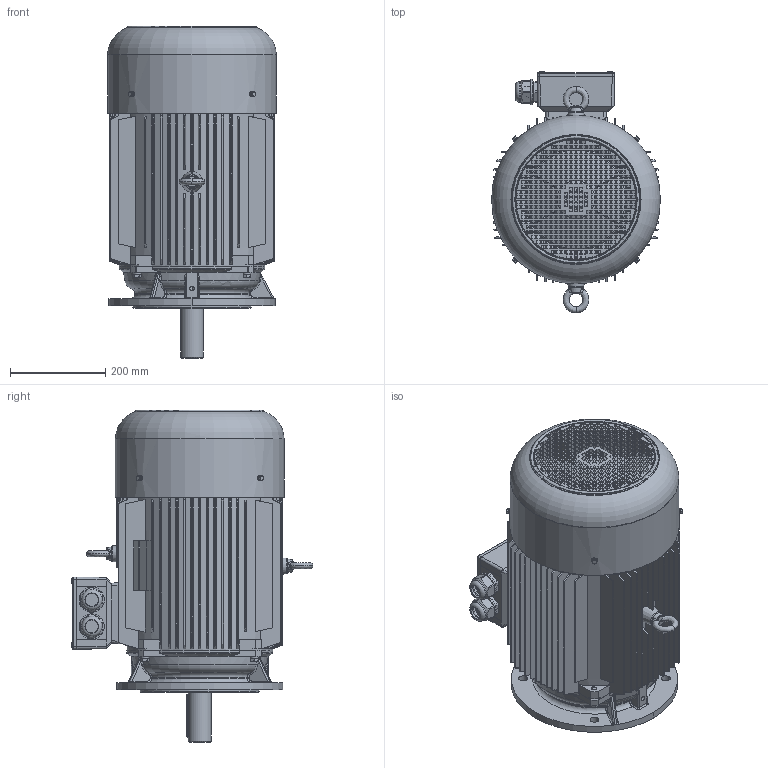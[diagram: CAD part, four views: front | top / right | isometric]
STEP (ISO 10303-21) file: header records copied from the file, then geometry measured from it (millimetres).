
FILE_DESCRIPTION(/* description */ (''),/* implementation_level */ '2;1');
FILE_NAME(/* name */ 'JM3-180L-B5(上下吊环).step',/* time_stamp */ '2023-01-15T14:37:52+08:00',/* author */ (''),/* organization */ (''),/* preprocessor_version */ 'ST-DEVELOPER v16',/* originating_system */ 'SIEMENS PLM Software NX 10.0',/* authorisation */ '');
FILE_SCHEMA (('AUTOMOTIVE_DESIGN { 1 0 10303 214 3 1 1 1 }'));
Length unit declared in the file: millimetre
Products named in the file (1): JM3-180L-B5(上下吊环)
Bounding box: 355 x 508.7 x 698.23 mm (x, y, z)
Volume: 11162829.8 mm3; surface area: 3440095.1 mm2
Topology: 73 solids, 73 shells, 4993 faces, 13233 edges, 8522 vertices
Faces by surface type: plane 2841, cylinder 994, bspline 407, torus 395, cone 348, sphere 8
Full cylindrical faces by diameter (mm): 5.35 x4, 6 x12, 6.4 x8, 7.188 x10, 8 x11, 9.026 x8, 9.1 x10, 10 x9, 11.2 x8, 12 x8, 16 x1, 27.5 x2, 32.5 x4, 38.75 x12, 40 x5, 41.25 x12, 42 x1, 43 x3, 43.125 x2, 48 x1, 53 x2, 53.125 x2, 209 x1, 254 x1, 297 x1, 352 x1, 355 x1
Entity records: 199213 total; most frequent: CARTESIAN_POINT 60490, ORIENTED_EDGE 25570, DIRECTION 22840, EDGE_CURVE 12785, VERTEX_POINT 8397, LINE 7760, VECTOR 7760, AXIS2_PLACEMENT_3D 7540
